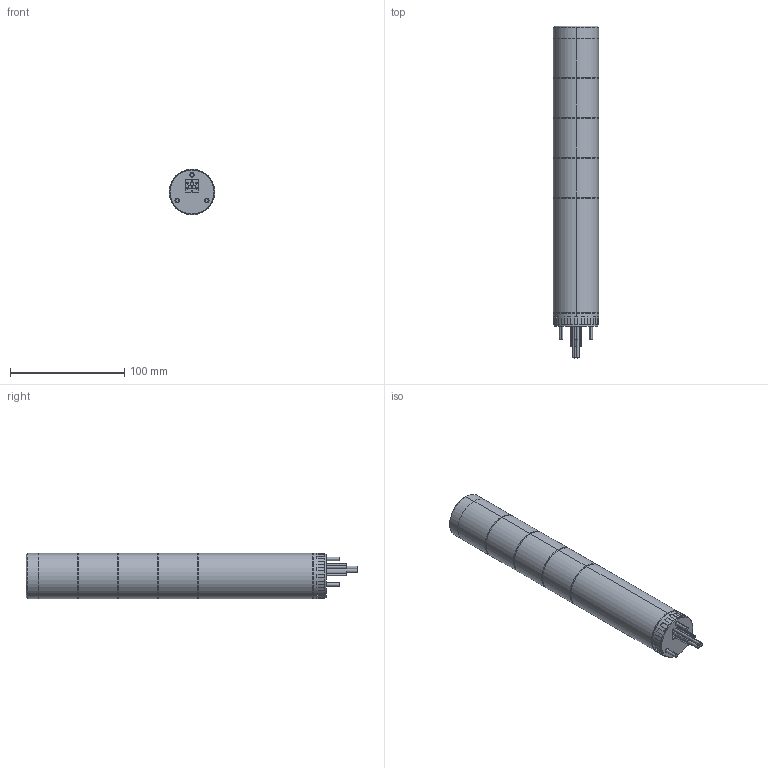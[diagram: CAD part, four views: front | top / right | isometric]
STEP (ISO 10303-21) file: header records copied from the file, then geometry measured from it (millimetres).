
FILE_DESCRIPTION (( 'STEP AP214' ), '1' );
FILE_NAME ('LCE-4M2W-RYGB.step', '2016-10-25T14:43:54', ( '' ), ( '' ), 'SwSTEP 2.0', 'SolidWorks 2016', '' );
FILE_SCHEMA (( 'AUTOMOTIVE_DESIGN' ));
Length unit declared in the file: millimetre
Products named in the file (1): LCE-4M2W-RYGB
Bounding box: 40 x 291 x 40 mm (x, y, z)
Volume: 329688.6 mm3; surface area: 67680.5 mm2
Topology: 26 solids, 26 shells, 222 faces, 500 edges, 332 vertices
Faces by surface type: plane 158, cylinder 60, cone 2, torus 2
Entity records: 6501 total; most frequent: DIRECTION 1112, CARTESIAN_POINT 1055, ORIENTED_EDGE 1000, EDGE_CURVE 500, AXIS2_PLACEMENT_3D 389, VECTOR 334, LINE 334, VERTEX_POINT 332
